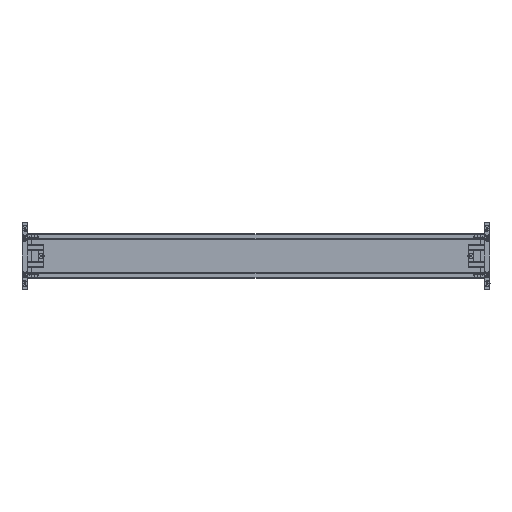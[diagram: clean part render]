
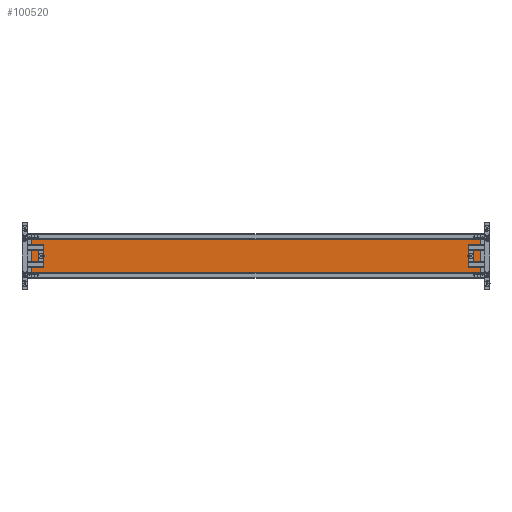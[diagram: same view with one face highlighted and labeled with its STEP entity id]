
A CAD part, front view. The second image highlights one B-rep face of the part: STEP entity #100520.
In plain terms, the highlighted planar face has unit normal (0, -1, 0).
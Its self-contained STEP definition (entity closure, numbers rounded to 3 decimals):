
#1586 = VERTEX_POINT ( 'NONE', #44191 ) ;
#3703 = CARTESIAN_POINT ( 'NONE',  ( 4880.318, 555.441, -228.49 ) ) ;
#4914 = CARTESIAN_POINT ( 'NONE',  ( 1281.828, 555.441, 0. ) ) ;
#5498 = DIRECTION ( 'NONE',  ( 0., 1., 0. ) ) ;
#10298 = CARTESIAN_POINT ( 'NONE',  ( 4880.318, 555.441, -228.49 ) ) ;
#14348 = VERTEX_POINT ( 'NONE', #105570 ) ;
#17848 = ORIENTED_EDGE ( 'NONE', *, *, #94834, .T. ) ;
#19111 = ORIENTED_EDGE ( 'NONE', *, *, #74264, .T. ) ;
#19295 = LINE ( 'NONE', #10298, #57786 ) ;
#23459 = AXIS2_PLACEMENT_3D ( 'NONE', #4914, #5498, #80020 ) ;
#26364 = EDGE_LOOP ( 'NONE', ( #19111, #53133, #17848, #74183 ) ) ;
#34132 = LINE ( 'NONE', #62433, #112989 ) ;
#36826 = CARTESIAN_POINT ( 'NONE',  ( 2480.318, 555.441, 228.49 ) ) ;
#37432 = LINE ( 'NONE', #36826, #90806 ) ;
#40407 = FACE_OUTER_BOUND ( 'NONE', #26364, .T. ) ;
#42306 = VERTEX_POINT ( 'NONE', #54924 ) ;
#44191 = CARTESIAN_POINT ( 'NONE',  ( -1216.662, 555.441, 228.49 ) ) ;
#46983 = DIRECTION ( 'NONE',  ( 0., 0., 1. ) ) ;
#53133 = ORIENTED_EDGE ( 'NONE', *, *, #72493, .T. ) ;
#54924 = CARTESIAN_POINT ( 'NONE',  ( -1216.662, 555.441, -228.49 ) ) ;
#57786 = VECTOR ( 'NONE', #46983, 1000. ) ;
#59655 = PLANE ( 'NONE',  #23459 ) ;
#62433 = CARTESIAN_POINT ( 'NONE',  ( 83.338, 555.441, -228.49 ) ) ;
#62598 = VERTEX_POINT ( 'NONE', #3703 ) ;
#65143 = DIRECTION ( 'NONE',  ( -1., 0., 0. ) ) ;
#67711 = VECTOR ( 'NONE', #117572, 1000. ) ;
#71143 = CARTESIAN_POINT ( 'NONE',  ( -1216.662, 555.441, -228.49 ) ) ;
#72493 = EDGE_CURVE ( 'NONE', #62598, #14348, #19295, .T. ) ;
#74183 = ORIENTED_EDGE ( 'NONE', *, *, #77045, .F. ) ;
#74264 = EDGE_CURVE ( 'NONE', #42306, #62598, #34132, .T. ) ;
#77045 = EDGE_CURVE ( 'NONE', #42306, #1586, #91033, .T. ) ;
#80020 = DIRECTION ( 'NONE',  ( 0., 0., 1. ) ) ;
#90806 = VECTOR ( 'NONE', #65143, 1000. ) ;
#91033 = LINE ( 'NONE', #71143, #67711 ) ;
#94834 = EDGE_CURVE ( 'NONE', #14348, #1586, #37432, .T. ) ;
#100520 = ADVANCED_FACE ( 'NONE', ( #40407 ), #59655, .F. ) ;
#105570 = CARTESIAN_POINT ( 'NONE',  ( 4880.318, 555.441, 228.49 ) ) ;
#107069 = DIRECTION ( 'NONE',  ( 1., 0., 0. ) ) ;
#112989 = VECTOR ( 'NONE', #107069, 1000. ) ;
#117572 = DIRECTION ( 'NONE',  ( 0., 0., 1. ) ) ;
